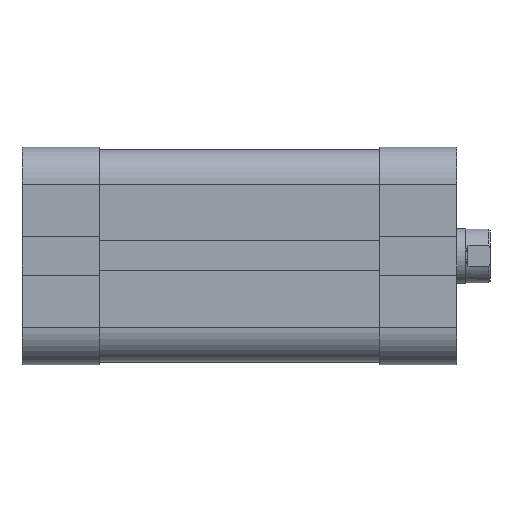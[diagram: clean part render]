
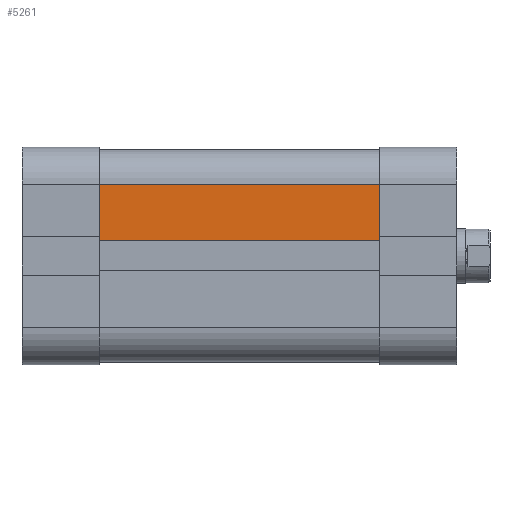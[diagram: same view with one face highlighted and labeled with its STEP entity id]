
A CAD part, top view. The second image highlights one B-rep face of the part: STEP entity #5261.
In plain terms, the highlighted face is planar.
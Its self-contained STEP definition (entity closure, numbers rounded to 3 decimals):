
#38 = FACE_OUTER_BOUND ( 'NONE', #3684, .T. ) ;
#689 = CARTESIAN_POINT ( 'NONE',  ( 6.25, 0., -51. ) ) ;
#690 = PLANE ( 'NONE',  #5822 ) ;
#692 = DIRECTION ( 'NONE',  ( 0., -1., 0. ) ) ;
#693 = DIRECTION ( 'NONE',  ( 0., 0., -1. ) ) ;
#1815 = VERTEX_POINT ( 'NONE', #4562 ) ;
#1817 = VERTEX_POINT ( 'NONE', #4558 ) ;
#1948 = VERTEX_POINT ( 'NONE', #4967 ) ;
#1951 = VERTEX_POINT ( 'NONE', #4947 ) ;
#2087 = EDGE_CURVE ( 'NONE', #1817, #1815, #2919, .T. ) ;
#2103 = EDGE_CURVE ( 'NONE', #1951, #1815, #2944, .T. ) ;
#2126 = EDGE_CURVE ( 'NONE', #1948, #1951, #2985, .T. ) ;
#2239 = EDGE_CURVE ( 'NONE', #1948, #1817, #3155, .T. ) ;
#2743 = ORIENTED_EDGE ( 'NONE', *, *, #2239, .T. ) ;
#2746 = ORIENTED_EDGE ( 'NONE', *, *, #2103, .F. ) ;
#2748 = ORIENTED_EDGE ( 'NONE', *, *, #2126, .F. ) ;
#2750 = ORIENTED_EDGE ( 'NONE', *, *, #2087, .T. ) ;
#2916 = VECTOR ( 'NONE', #4803, 1000. ) ;
#2919 = LINE ( 'NONE', #4809, #2916 ) ;
#2944 = LINE ( 'NONE', #5114, #2949 ) ;
#2949 = VECTOR ( 'NONE', #4963, 1000. ) ;
#2982 = VECTOR ( 'NONE', #4875, 1000. ) ;
#2985 = LINE ( 'NONE', #5145, #2982 ) ;
#3155 = LINE ( 'NONE', #6318, #3160 ) ;
#3160 = VECTOR ( 'NONE', #6319, 1000. ) ;
#3684 = EDGE_LOOP ( 'NONE', ( #2750, #2746, #2748, #2743 ) ) ;
#4558 = CARTESIAN_POINT ( 'NONE',  ( 16.55, 0., -51. ) ) ;
#4562 = CARTESIAN_POINT ( 'NONE',  ( 16.55, 0., 0. ) ) ;
#4803 = DIRECTION ( 'NONE',  ( 0., 0., 1. ) ) ;
#4809 = CARTESIAN_POINT ( 'NONE',  ( 16.55, 0., -51. ) ) ;
#4875 = DIRECTION ( 'NONE',  ( 0., 0., 1. ) ) ;
#4947 = CARTESIAN_POINT ( 'NONE',  ( 6.25, 0., 0. ) ) ;
#4963 = DIRECTION ( 'NONE',  ( 1., 0., 0. ) ) ;
#4967 = CARTESIAN_POINT ( 'NONE',  ( 6.25, 0., -51. ) ) ;
#5114 = CARTESIAN_POINT ( 'NONE',  ( 6.25, 0., 0. ) ) ;
#5145 = CARTESIAN_POINT ( 'NONE',  ( 6.25, 0., -51. ) ) ;
#5261 = ADVANCED_FACE ( 'NONE', ( #38 ), #690, .T. ) ;
#5822 = AXIS2_PLACEMENT_3D ( 'NONE', #689, #692, #693 ) ;
#6318 = CARTESIAN_POINT ( 'NONE',  ( 6.25, 0., -51. ) ) ;
#6319 = DIRECTION ( 'NONE',  ( 1., 0., 0. ) ) ;
